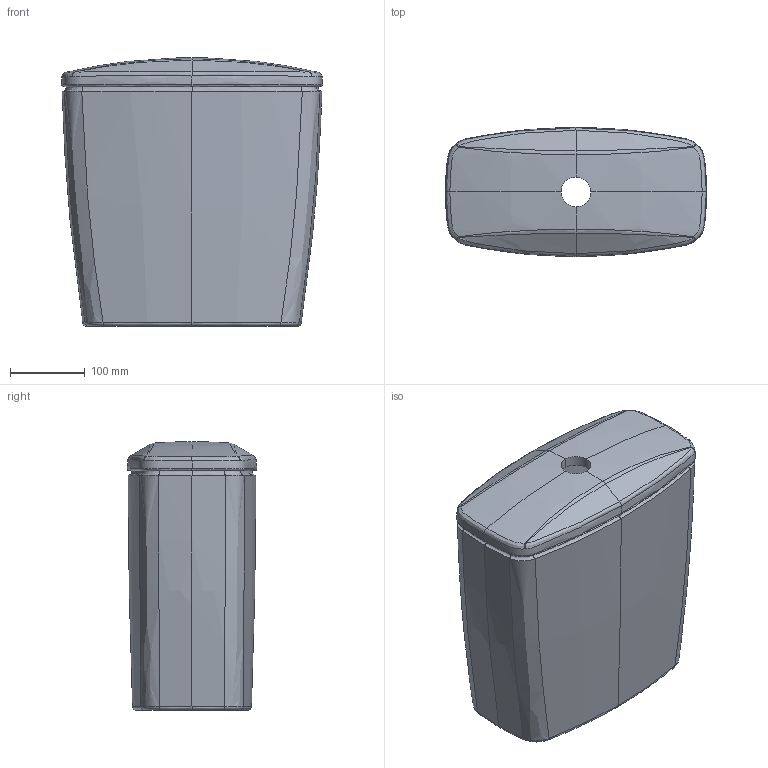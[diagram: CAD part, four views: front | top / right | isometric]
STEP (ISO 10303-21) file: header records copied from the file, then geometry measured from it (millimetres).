
FILE_DESCRIPTION(/* description */ (''),/* implementation_level */ '2;1');
FILE_NAME(/* name */ '5760_7D19_WK.stp',/* time_stamp */ '2019-05-14T12:59:57+02:00',/* author */ (''),/* organization */ (''),/* preprocessor_version */ 'ST-DEVELOPER v16',/* originating_system */ 'SIEMENS PLM Software NX 10.0',/* authorisation */ '');
FILE_SCHEMA (('AUTOMOTIVE_DESIGN { 1 0 10303 214 3 1 1 1 }'));
Length unit declared in the file: millimetre
Products named in the file (1): Sier0D28A274hpda
Bounding box: 350.45 x 173.61 x 359.94 mm (x, y, z)
Surface area: 750567.3 mm2 (no closed solid volume)
Topology: 0 solids, 2 shells, 206 faces, 479 edges, 257 vertices
Faces by surface type: bspline 198, plane 8
Entity records: 12876 total; most frequent: CARTESIAN_POINT 10092, ORIENTED_EDGE 912, EDGE_CURVE 456, B_SPLINE_CURVE_WITH_KNOTS 308, VERTEX_POINT 254, EDGE_LOOP 216, ADVANCED_FACE 206, FACE_OUTER_BOUND 200
